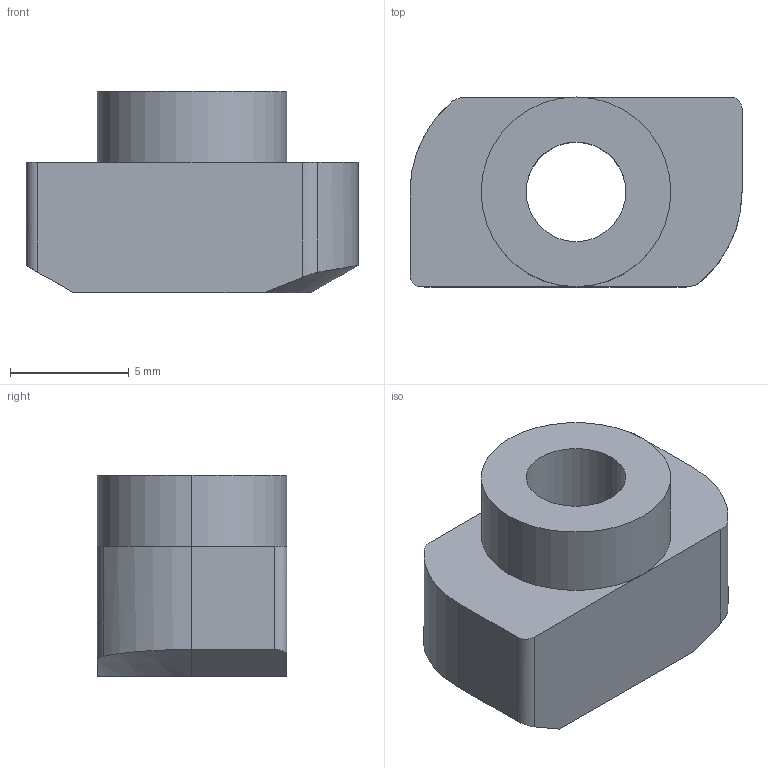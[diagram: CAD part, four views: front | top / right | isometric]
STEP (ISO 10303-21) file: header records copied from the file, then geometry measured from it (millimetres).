
FILE_DESCRIPTION (( 'STEP AP203' ), '1' );
FILE_NAME ('084.302.105.STEP', '2017-10-16T08:00:47', ( 'Localadmin' ), ( 'Microsoft' ), 'SwSTEP 2.0', 'SolidWorks 2016', '' );
FILE_SCHEMA (( 'CONFIG_CONTROL_DESIGN' ));
Length unit declared in the file: millimetre
Products named in the file (1): 084.302.105
Bounding box: 14 x 8 x 8.5 mm (x, y, z)
Volume: 604.4 mm3; surface area: 581 mm2
Topology: 1 solids, 1 shells, 22 faces, 56 edges, 36 vertices
Faces by surface type: cylinder 10, plane 10, cone 2
Entity records: 771 total; most frequent: CARTESIAN_POINT 157, DIRECTION 112, ORIENTED_EDGE 112, EDGE_CURVE 56, AXIS2_PLACEMENT_3D 41, VERTEX_POINT 36, LINE 30, VECTOR 30
